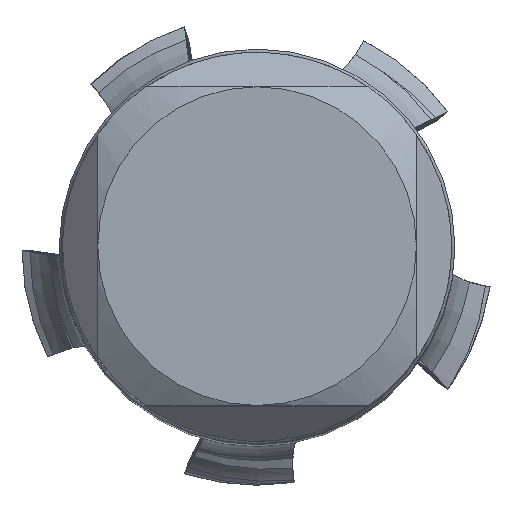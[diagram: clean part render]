
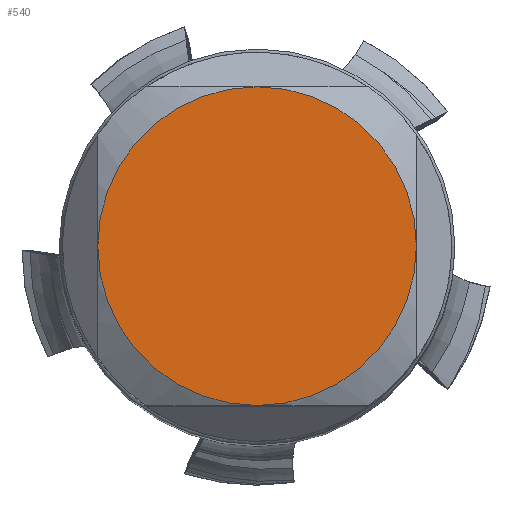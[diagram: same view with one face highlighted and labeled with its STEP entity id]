
A CAD part, top view. The second image highlights one B-rep face of the part: STEP entity #540.
In plain terms, the highlighted planar face has unit normal (0, 0, 1).
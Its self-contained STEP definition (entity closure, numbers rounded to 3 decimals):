
#540=ADVANCED_FACE('NONE',(#939),#880,.F.);
#880=PLANE('',#7086);
#939=FACE_OUTER_BOUND('',#1331,.T.);
#1331=EDGE_LOOP('',(#2076,#2077,#2078,#2079));
#1681=CIRCLE('',#7072,7.25);
#1682=CIRCLE('',#7076,7.25);
#1683=CIRCLE('',#7080,7.25);
#1684=CIRCLE('',#7084,7.25);
#2076=ORIENTED_EDGE('',*,*,#4959,.T.);
#2077=ORIENTED_EDGE('',*,*,#4955,.T.);
#2078=ORIENTED_EDGE('',*,*,#4951,.T.);
#2079=ORIENTED_EDGE('',*,*,#4963,.T.);
#4149=VERTEX_POINT('',#9484);
#4150=VERTEX_POINT('',#9491);
#4151=VERTEX_POINT('',#9505);
#4152=VERTEX_POINT('',#9519);
#4951=EDGE_CURVE('NONE',#4150,#4149,#1681,.T.);
#4955=EDGE_CURVE('NONE',#4151,#4150,#1682,.T.);
#4959=EDGE_CURVE('NONE',#4152,#4151,#1683,.T.);
#4963=EDGE_CURVE('NONE',#4149,#4152,#1684,.T.);
#7072=AXIS2_PLACEMENT_3D('',#9490,#7658,#7659);
#7076=AXIS2_PLACEMENT_3D('',#9504,#7667,#7668);
#7080=AXIS2_PLACEMENT_3D('',#9518,#7676,#7677);
#7084=AXIS2_PLACEMENT_3D('',#9532,#7685,#7686);
#7086=AXIS2_PLACEMENT_3D('',#9534,#7689,#7690);
#7658=DIRECTION('',(0.,0.,1.));
#7659=DIRECTION('',(1.,0.,0.));
#7667=DIRECTION('',(0.,0.,1.));
#7668=DIRECTION('',(1.,0.,0.));
#7676=DIRECTION('',(0.,0.,1.));
#7677=DIRECTION('',(1.,0.,0.));
#7685=DIRECTION('',(0.,0.,1.));
#7686=DIRECTION('',(1.,0.,0.));
#7689=DIRECTION('',(0.,0.,-1.));
#7690=DIRECTION('',(-1.,0.,0.));
#9484=CARTESIAN_POINT('',(7.25,0.,0.));
#9490=CARTESIAN_POINT('',(0.,0.,0.));
#9491=CARTESIAN_POINT('',(0.,-7.25,0.));
#9504=CARTESIAN_POINT('',(0.,0.,0.));
#9505=CARTESIAN_POINT('',(-7.25,0.,0.));
#9518=CARTESIAN_POINT('',(0.,0.,0.));
#9519=CARTESIAN_POINT('',(0.,7.25,0.));
#9532=CARTESIAN_POINT('',(0.,0.,0.));
#9534=CARTESIAN_POINT('',(0.,7.25,0.));
